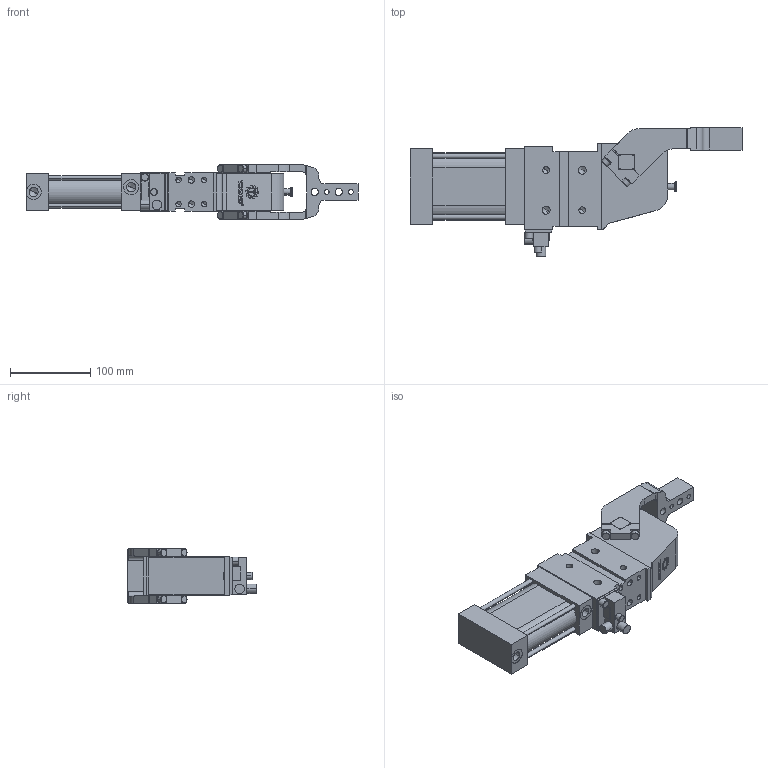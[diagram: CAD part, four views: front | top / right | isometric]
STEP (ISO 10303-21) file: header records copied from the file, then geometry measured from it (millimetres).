
FILE_DESCRIPTION(('CATIA V5 STEP Exchange'),'2;1');
FILE_NAME('V2_50_1_BR2_A10_T12_TUENKERS.stp','2019-03-12T13:12:39+00:00',('none'),('none'),'CATIA Version 5 Release 19 SP 9 (IN-10)','CATIA V5 STEP AP214','none');
FILE_SCHEMA(('AUTOMOTIVE_DESIGN { 1 0 10303 214 1 1 1 1 }'));
Length unit declared in the file: millimetre
Products named in the file (1): V2_50_1_BR2_A10_T12_TUENKERS 
Bounding box: 413.5 x 160.5 x 69 mm (x, y, z)
Volume: 1394924.3 mm3; surface area: 154987.6 mm2
Topology: 2 solids, 6 shells, 578 faces, 1490 edges, 933 vertices
Faces by surface type: plane 294, cylinder 185, cone 76, torus 18, extrusion 5
Entity records: 17907 total; most frequent: CARTESIAN_POINT 3130, ORIENTED_EDGE 2876, DIRECTION 2091, EDGE_CURVE 1438, VECTOR 939, LINE 934, VERTEX_POINT 933, AXIS2_PLACEMENT_3D 795
